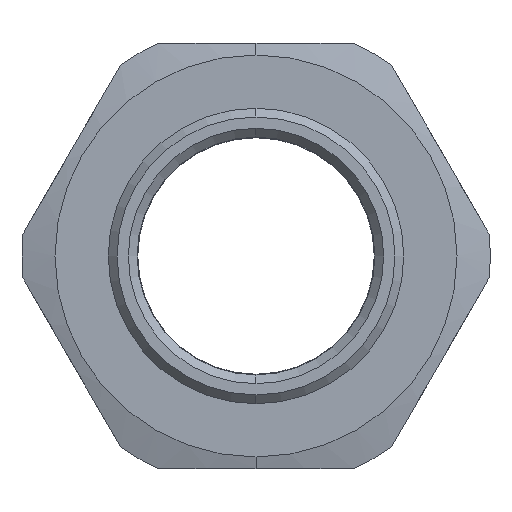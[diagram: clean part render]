
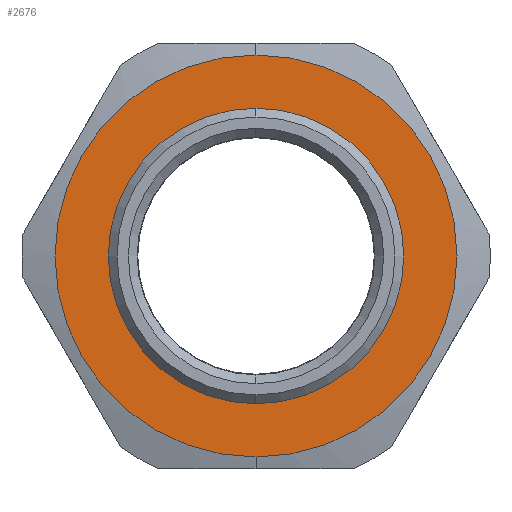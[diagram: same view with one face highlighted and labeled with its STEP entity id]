
A CAD part, left-side view. The second image highlights one B-rep face of the part: STEP entity #2676.
In plain terms, the highlighted planar face has unit normal (-1, 0, 0).
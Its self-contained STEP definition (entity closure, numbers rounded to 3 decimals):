
#46 = AXIS2_PLACEMENT_3D ( 'NONE', #612, #2895, #370 ) ;
#75 = CIRCLE ( 'NONE', #2058, 12.5 ) ;
#89 = CIRCLE ( 'NONE', #92, 17. ) ;
#92 = AXIS2_PLACEMENT_3D ( 'NONE', #2929, #870, #2671 ) ;
#141 = EDGE_CURVE ( 'NONE', #1787, #2849, #75, .T. ) ;
#354 = CARTESIAN_POINT ( 'NONE',  ( 15.3, 12.5, 0. ) ) ;
#370 = DIRECTION ( 'NONE',  ( 0., 0., -1. ) ) ;
#430 = CARTESIAN_POINT ( 'NONE',  ( 15.3, 0., 17. ) ) ;
#612 = CARTESIAN_POINT ( 'NONE',  ( 15.3, 0., 0. ) ) ;
#816 = PLANE ( 'NONE',  #2599 ) ;
#839 = CARTESIAN_POINT ( 'NONE',  ( 15.3, 0., 0. ) ) ;
#862 = DIRECTION ( 'NONE',  ( 0., 0., -1. ) ) ;
#870 = DIRECTION ( 'NONE',  ( 1., 0., 0. ) ) ;
#959 = DIRECTION ( 'NONE',  ( 0., 0., -1. ) ) ;
#1116 = DIRECTION ( 'NONE',  ( 1., 0., 0. ) ) ;
#1294 = ORIENTED_EDGE ( 'NONE', *, *, #1685, .T. ) ;
#1331 = CIRCLE ( 'NONE', #46, 12.5 ) ;
#1387 = EDGE_LOOP ( 'NONE', ( #1294, #2505 ) ) ;
#1400 = CARTESIAN_POINT ( 'NONE',  ( 15.3, 0., -12.5 ) ) ;
#1422 = EDGE_LOOP ( 'NONE', ( #2112, #2242 ) ) ;
#1423 = CARTESIAN_POINT ( 'NONE',  ( 15.3, 0., -17. ) ) ;
#1493 = CARTESIAN_POINT ( 'NONE',  ( 15.3, 0., 0. ) ) ;
#1637 = DIRECTION ( 'NONE',  ( 0., 0., -1. ) ) ;
#1685 = EDGE_CURVE ( 'NONE', #2849, #1787, #1331, .T. ) ;
#1721 = DIRECTION ( 'NONE',  ( 1., 0., 0. ) ) ;
#1737 = EDGE_CURVE ( 'NONE', #3006, #2366, #89, .T. ) ;
#1787 = VERTEX_POINT ( 'NONE', #2440 ) ;
#2058 = AXIS2_PLACEMENT_3D ( 'NONE', #1493, #1721, #959 ) ;
#2112 = ORIENTED_EDGE ( 'NONE', *, *, #2229, .F. ) ;
#2229 = EDGE_CURVE ( 'NONE', #2366, #3006, #3022, .T. ) ;
#2242 = ORIENTED_EDGE ( 'NONE', *, *, #1737, .F. ) ;
#2245 = FACE_BOUND ( 'NONE', #1387, .T. ) ;
#2366 = VERTEX_POINT ( 'NONE', #1423 ) ;
#2440 = CARTESIAN_POINT ( 'NONE',  ( 15.3, 0., 12.5 ) ) ;
#2505 = ORIENTED_EDGE ( 'NONE', *, *, #141, .T. ) ;
#2599 = AXIS2_PLACEMENT_3D ( 'NONE', #354, #3190, #1637 ) ;
#2671 = DIRECTION ( 'NONE',  ( 0., 0., -1. ) ) ;
#2676 = ADVANCED_FACE ( 'NONE', ( #2769, #2245 ), #816, .F. ) ;
#2769 = FACE_OUTER_BOUND ( 'NONE', #1422, .T. ) ;
#2849 = VERTEX_POINT ( 'NONE', #1400 ) ;
#2895 = DIRECTION ( 'NONE',  ( 1., 0., 0. ) ) ;
#2929 = CARTESIAN_POINT ( 'NONE',  ( 15.3, 0., 0. ) ) ;
#2988 = AXIS2_PLACEMENT_3D ( 'NONE', #839, #1116, #862 ) ;
#3006 = VERTEX_POINT ( 'NONE', #430 ) ;
#3022 = CIRCLE ( 'NONE', #2988, 17. ) ;
#3190 = DIRECTION ( 'NONE',  ( 1., 0., 0. ) ) ;
